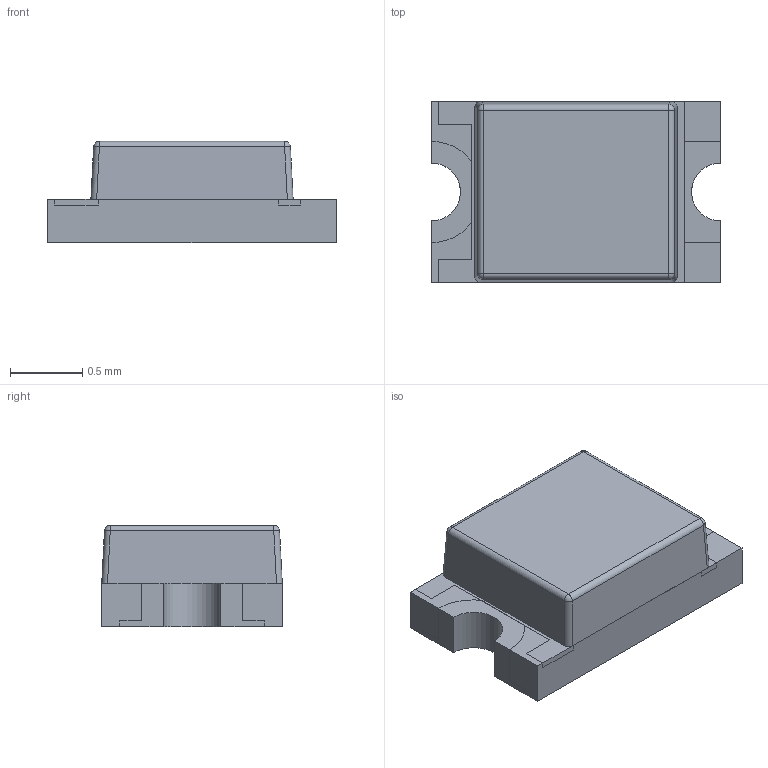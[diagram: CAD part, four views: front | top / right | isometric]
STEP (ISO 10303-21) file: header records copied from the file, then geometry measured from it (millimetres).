
FILE_DESCRIPTION(/* description */ ('Unknown'),/* implementation_level */ '2;1');
FILE_NAME(/* name */ '150080xxS75000',/* time_stamp */ '2022-02-16T14:09:12+01:00',/* author */ ('Unknown'),/* organization */ ('Unknown'),/* preprocessor_version */ 'ST-DEVELOPER v16.7',/* originating_system */ 'Solid Edge',/* authorisation */ 'Unknown');
FILE_SCHEMA (('AUTOMOTIVE_DESIGN {1 0 10303 214 3 1 1}'));
Length unit declared in the file: millimetre
Products named in the file (6): 150080xxx; housing; cover; base_2; base; marking
Assembly tree (5 placements, depth 2):
  150080xxx
    housing
    cover
    base_2
    base
    marking
Bounding box: 2 x 1.25 x 0.7 mm (x, y, z)
Volume: 1.4 mm3; surface area: 15.6 mm2
Topology: 6 solids, 6 shells, 101 faces, 255 edges, 163 vertices
Faces by surface type: plane 85, cylinder 12, sphere 4
Entity records: 3393 total; most frequent: CARTESIAN_POINT 521, ORIENTED_EDGE 502, DIRECTION 494, EDGE_CURVE 251, LINE 222, VECTOR 222, VERTEX_POINT 163, AXIS2_PLACEMENT_3D 136
